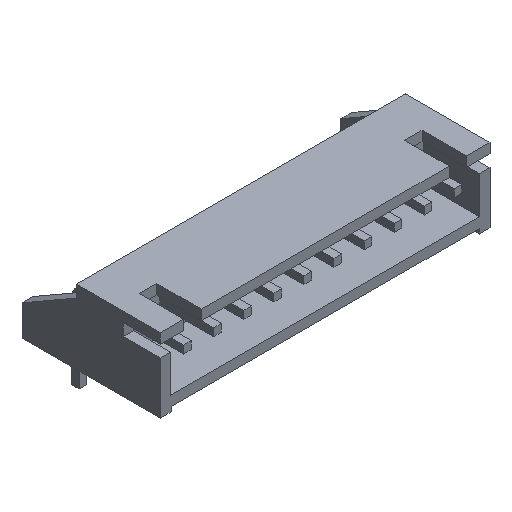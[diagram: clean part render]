
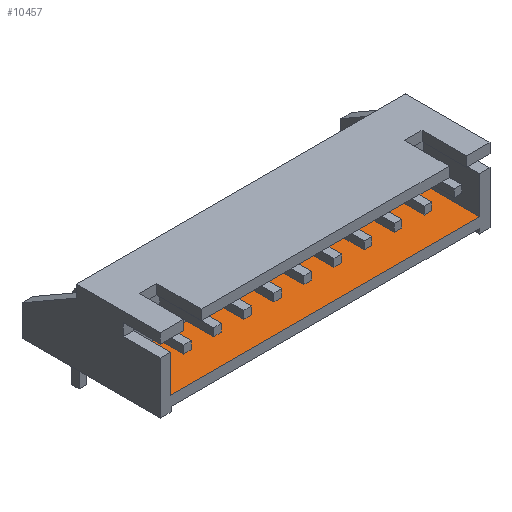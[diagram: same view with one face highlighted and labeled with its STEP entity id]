
A CAD part, isometric view. The second image highlights one B-rep face of the part: STEP entity #10457.
In plain terms, the highlighted planar face has unit normal (0, 0, 1).
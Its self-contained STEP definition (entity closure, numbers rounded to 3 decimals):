
#3134 = PLANE('',#3135);
#3135 = AXIS2_PLACEMENT_3D('',#3136,#3137,#3138);
#3136 = CARTESIAN_POINT('',(-2.45,-9.2,4.325));
#3137 = DIRECTION('',(0.,1.,0.));
#3138 = DIRECTION('',(0.,0.,-1.));
#8680 = VERTEX_POINT('',#8681);
#8681 = CARTESIAN_POINT('',(24.1,-9.2,1.225));
#8695 = PLANE('',#8696);
#8696 = AXIS2_PLACEMENT_3D('',#8697,#8698,#8699);
#8697 = CARTESIAN_POINT('',(24.1,-4.5,5.325));
#8698 = DIRECTION('',(1.,0.,0.));
#8699 = DIRECTION('',(0.,0.,1.));
#8707 = EDGE_CURVE('',#8708,#8680,#8710,.T.);
#8708 = VERTEX_POINT('',#8709);
#8709 = CARTESIAN_POINT('',(-1.6,-9.2,1.225));
#8710 = SURFACE_CURVE('',#8711,(#8715,#8722),.PCURVE_S1.);
#8711 = LINE('',#8712,#8713);
#8712 = CARTESIAN_POINT('',(24.1,-9.2,1.225));
#8713 = VECTOR('',#8714,1.);
#8714 = DIRECTION('',(1.,0.,0.));
#8715 = PCURVE('',#3134,#8716);
#8716 = DEFINITIONAL_REPRESENTATION('',(#8717),#8721);
#8717 = LINE('',#8718,#8719);
#8718 = CARTESIAN_POINT('',(3.1,-26.55));
#8719 = VECTOR('',#8720,1.);
#8720 = DIRECTION('',(0.,-1.));
#8721 = ( GEOMETRIC_REPRESENTATION_CONTEXT(2) 
PARAMETRIC_REPRESENTATION_CONTEXT() REPRESENTATION_CONTEXT('2D SPACE',''
  ) );
#8722 = PCURVE('',#8723,#8728);
#8723 = PLANE('',#8724);
#8724 = AXIS2_PLACEMENT_3D('',#8725,#8726,#8727);
#8725 = CARTESIAN_POINT('',(24.1,-4.5,1.225));
#8726 = DIRECTION('',(0.,0.,-1.));
#8727 = DIRECTION('',(1.,0.,0.));
#8728 = DEFINITIONAL_REPRESENTATION('',(#8729),#8733);
#8729 = LINE('',#8730,#8731);
#8730 = CARTESIAN_POINT('',(0.,4.7));
#8731 = VECTOR('',#8732,1.);
#8732 = DIRECTION('',(1.,0.));
#8733 = ( GEOMETRIC_REPRESENTATION_CONTEXT(2) 
PARAMETRIC_REPRESENTATION_CONTEXT() REPRESENTATION_CONTEXT('2D SPACE',''
  ) );
#8751 = PLANE('',#8752);
#8752 = AXIS2_PLACEMENT_3D('',#8753,#8754,#8755);
#8753 = CARTESIAN_POINT('',(-1.6,-4.5,5.325));
#8754 = DIRECTION('',(-1.,0.,0.));
#8755 = DIRECTION('',(0.,0.,-1.));
#9587 = PLANE('',#9588);
#9588 = AXIS2_PLACEMENT_3D('',#9589,#9590,#9591);
#9589 = CARTESIAN_POINT('',(24.1,-4.5,5.325));
#9590 = DIRECTION('',(0.,1.,0.));
#9591 = DIRECTION('',(0.,0.,-1.));
#10457 = ADVANCED_FACE('',(#10458),#8723,.F.);
#10458 = FACE_BOUND('',#10459,.T.);
#10459 = EDGE_LOOP('',(#10460,#10461,#10484,#10507));
#10460 = ORIENTED_EDGE('',*,*,#8707,.T.);
#10461 = ORIENTED_EDGE('',*,*,#10462,.F.);
#10462 = EDGE_CURVE('',#10463,#8680,#10465,.T.);
#10463 = VERTEX_POINT('',#10464);
#10464 = CARTESIAN_POINT('',(24.1,-4.5,1.225));
#10465 = SURFACE_CURVE('',#10466,(#10470,#10477),.PCURVE_S1.);
#10466 = LINE('',#10467,#10468);
#10467 = CARTESIAN_POINT('',(24.1,-4.5,1.225));
#10468 = VECTOR('',#10469,1.);
#10469 = DIRECTION('',(0.,-1.,0.));
#10470 = PCURVE('',#8723,#10471);
#10471 = DEFINITIONAL_REPRESENTATION('',(#10472),#10476);
#10472 = LINE('',#10473,#10474);
#10473 = CARTESIAN_POINT('',(0.,0.));
#10474 = VECTOR('',#10475,1.);
#10475 = DIRECTION('',(0.,1.));
#10476 = ( GEOMETRIC_REPRESENTATION_CONTEXT(2) 
PARAMETRIC_REPRESENTATION_CONTEXT() REPRESENTATION_CONTEXT('2D SPACE',''
  ) );
#10477 = PCURVE('',#8695,#10478);
#10478 = DEFINITIONAL_REPRESENTATION('',(#10479),#10483);
#10479 = LINE('',#10480,#10481);
#10480 = CARTESIAN_POINT('',(-4.1,0.));
#10481 = VECTOR('',#10482,1.);
#10482 = DIRECTION('',(0.,1.));
#10483 = ( GEOMETRIC_REPRESENTATION_CONTEXT(2) 
PARAMETRIC_REPRESENTATION_CONTEXT() REPRESENTATION_CONTEXT('2D SPACE',''
  ) );
#10484 = ORIENTED_EDGE('',*,*,#10485,.F.);
#10485 = EDGE_CURVE('',#10486,#10463,#10488,.T.);
#10486 = VERTEX_POINT('',#10487);
#10487 = CARTESIAN_POINT('',(-1.6,-4.5,1.225));
#10488 = SURFACE_CURVE('',#10489,(#10493,#10500),.PCURVE_S1.);
#10489 = LINE('',#10490,#10491);
#10490 = CARTESIAN_POINT('',(24.1,-4.5,1.225));
#10491 = VECTOR('',#10492,1.);
#10492 = DIRECTION('',(1.,0.,0.));
#10493 = PCURVE('',#8723,#10494);
#10494 = DEFINITIONAL_REPRESENTATION('',(#10495),#10499);
#10495 = LINE('',#10496,#10497);
#10496 = CARTESIAN_POINT('',(0.,0.));
#10497 = VECTOR('',#10498,1.);
#10498 = DIRECTION('',(1.,0.));
#10499 = ( GEOMETRIC_REPRESENTATION_CONTEXT(2) 
PARAMETRIC_REPRESENTATION_CONTEXT() REPRESENTATION_CONTEXT('2D SPACE',''
  ) );
#10500 = PCURVE('',#9587,#10501);
#10501 = DEFINITIONAL_REPRESENTATION('',(#10502),#10506);
#10502 = LINE('',#10503,#10504);
#10503 = CARTESIAN_POINT('',(4.1,0.));
#10504 = VECTOR('',#10505,1.);
#10505 = DIRECTION('',(0.,-1.));
#10506 = ( GEOMETRIC_REPRESENTATION_CONTEXT(2) 
PARAMETRIC_REPRESENTATION_CONTEXT() REPRESENTATION_CONTEXT('2D SPACE',''
  ) );
#10507 = ORIENTED_EDGE('',*,*,#10508,.T.);
#10508 = EDGE_CURVE('',#10486,#8708,#10509,.T.);
#10509 = SURFACE_CURVE('',#10510,(#10514,#10521),.PCURVE_S1.);
#10510 = LINE('',#10511,#10512);
#10511 = CARTESIAN_POINT('',(-1.6,-4.5,1.225));
#10512 = VECTOR('',#10513,1.);
#10513 = DIRECTION('',(0.,-1.,0.));
#10514 = PCURVE('',#8723,#10515);
#10515 = DEFINITIONAL_REPRESENTATION('',(#10516),#10520);
#10516 = LINE('',#10517,#10518);
#10517 = CARTESIAN_POINT('',(-25.7,0.));
#10518 = VECTOR('',#10519,1.);
#10519 = DIRECTION('',(0.,1.));
#10520 = ( GEOMETRIC_REPRESENTATION_CONTEXT(2) 
PARAMETRIC_REPRESENTATION_CONTEXT() REPRESENTATION_CONTEXT('2D SPACE',''
  ) );
#10521 = PCURVE('',#8751,#10522);
#10522 = DEFINITIONAL_REPRESENTATION('',(#10523),#10527);
#10523 = LINE('',#10524,#10525);
#10524 = CARTESIAN_POINT('',(4.1,0.));
#10525 = VECTOR('',#10526,1.);
#10526 = DIRECTION('',(0.,1.));
#10527 = ( GEOMETRIC_REPRESENTATION_CONTEXT(2) 
PARAMETRIC_REPRESENTATION_CONTEXT() REPRESENTATION_CONTEXT('2D SPACE',''
  ) );
